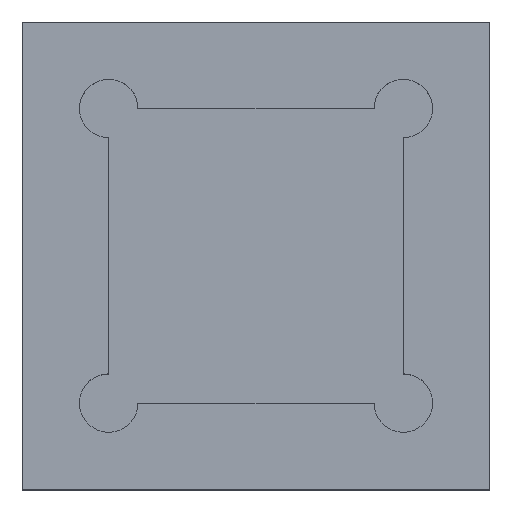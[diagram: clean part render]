
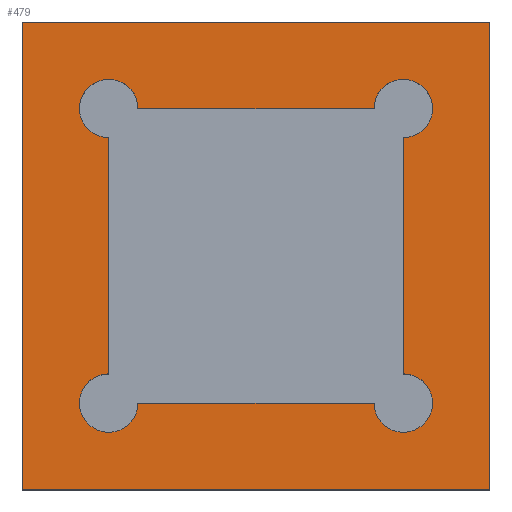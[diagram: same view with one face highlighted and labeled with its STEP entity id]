
A CAD part, top view. The second image highlights one B-rep face of the part: STEP entity #479.
In plain terms, the highlighted planar face has unit normal (0, 0, 1).
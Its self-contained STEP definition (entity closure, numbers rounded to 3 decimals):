
#29=PLANE('',#534);
#48=LINE('',#742,#92);
#51=LINE('',#749,#95);
#58=LINE('',#763,#102);
#62=LINE('',#772,#106);
#64=LINE('',#778,#108);
#67=LINE('',#797,#111);
#70=LINE('',#803,#114);
#73=LINE('',#808,#117);
#92=VECTOR('',#605,10.);
#95=VECTOR('',#610,10.);
#102=VECTOR('',#619,10.);
#106=VECTOR('',#625,10.);
#108=VECTOR('',#629,10.);
#111=VECTOR('',#660,10.);
#114=VECTOR('',#665,10.);
#117=VECTOR('',#670,10.);
#124=FACE_BOUND('',#194,.T.);
#161=FACE_OUTER_BOUND('',#193,.T.);
#193=EDGE_LOOP('',(#429,#430,#431,#432));
#194=EDGE_LOOP('',(#433,#434,#435,#436,#437,#438,#439,#440));
#213=CIRCLE('',#524,2.5);
#214=CIRCLE('',#526,2.5);
#215=CIRCLE('',#528,2.5);
#216=CIRCLE('',#530,2.5);
#237=VERTEX_POINT('',#738);
#239=VERTEX_POINT('',#741);
#241=VERTEX_POINT('',#747);
#242=VERTEX_POINT('',#748);
#246=VERTEX_POINT('',#757);
#248=VERTEX_POINT('',#761);
#250=VERTEX_POINT('',#766);
#252=VERTEX_POINT('',#770);
#253=VERTEX_POINT('',#774);
#255=VERTEX_POINT('',#777);
#257=VERTEX_POINT('',#796);
#259=VERTEX_POINT('',#802);
#290=EDGE_CURVE('',#239,#237,#48,.T.);
#293=EDGE_CURVE('',#241,#242,#51,.T.);
#300=EDGE_CURVE('',#246,#248,#58,.T.);
#304=EDGE_CURVE('',#250,#252,#62,.T.);
#306=EDGE_CURVE('',#255,#253,#64,.T.);
#313=EDGE_CURVE('',#237,#255,#213,.T.);
#314=EDGE_CURVE('',#248,#250,#214,.T.);
#315=EDGE_CURVE('',#253,#246,#215,.T.);
#316=EDGE_CURVE('',#252,#239,#216,.T.);
#317=EDGE_CURVE('',#242,#257,#67,.T.);
#320=EDGE_CURVE('',#257,#259,#70,.T.);
#323=EDGE_CURVE('',#259,#241,#73,.T.);
#429=ORIENTED_EDGE('',*,*,#293,.F.);
#430=ORIENTED_EDGE('',*,*,#323,.F.);
#431=ORIENTED_EDGE('',*,*,#320,.F.);
#432=ORIENTED_EDGE('',*,*,#317,.F.);
#433=ORIENTED_EDGE('',*,*,#306,.T.);
#434=ORIENTED_EDGE('',*,*,#315,.T.);
#435=ORIENTED_EDGE('',*,*,#300,.T.);
#436=ORIENTED_EDGE('',*,*,#314,.T.);
#437=ORIENTED_EDGE('',*,*,#304,.T.);
#438=ORIENTED_EDGE('',*,*,#316,.T.);
#439=ORIENTED_EDGE('',*,*,#290,.T.);
#440=ORIENTED_EDGE('',*,*,#313,.T.);
#479=ADVANCED_FACE('',(#161,#124),#29,.T.);
#524=AXIS2_PLACEMENT_3D('',#788,#644,#645);
#526=AXIS2_PLACEMENT_3D('',#790,#648,#649);
#528=AXIS2_PLACEMENT_3D('',#792,#652,#653);
#530=AXIS2_PLACEMENT_3D('',#794,#656,#657);
#534=AXIS2_PLACEMENT_3D('',#810,#672,#673);
#605=DIRECTION('',(0.,-1.,0.));
#610=DIRECTION('',(0.,-1.,0.));
#619=DIRECTION('',(0.,1.,0.));
#625=DIRECTION('',(1.,0.,0.));
#629=DIRECTION('',(-1.,0.,0.));
#644=DIRECTION('center_axis',(0.,0.,-1.));
#645=DIRECTION('ref_axis',(1.,0.,0.));
#648=DIRECTION('center_axis',(0.,0.,-1.));
#649=DIRECTION('ref_axis',(1.,0.,0.));
#652=DIRECTION('center_axis',(0.,0.,-1.));
#653=DIRECTION('ref_axis',(1.,0.,0.));
#656=DIRECTION('center_axis',(0.,0.,-1.));
#657=DIRECTION('ref_axis',(1.,0.,0.));
#660=DIRECTION('',(-1.,0.,0.));
#665=DIRECTION('',(0.,1.,0.));
#670=DIRECTION('',(1.,0.,0.));
#672=DIRECTION('center_axis',(0.,0.,1.));
#673=DIRECTION('ref_axis',(1.,0.,0.));
#738=CARTESIAN_POINT('',(12.6,-10.1,20.));
#741=CARTESIAN_POINT('',(12.6,10.1,20.));
#742=CARTESIAN_POINT('',(12.6,-6.3,20.));
#747=CARTESIAN_POINT('',(20.,20.,20.));
#748=CARTESIAN_POINT('',(20.,-20.,20.));
#749=CARTESIAN_POINT('',(20.,20.,20.));
#757=CARTESIAN_POINT('',(-12.6,-10.1,20.));
#761=CARTESIAN_POINT('',(-12.6,10.1,20.));
#763=CARTESIAN_POINT('',(-12.6,6.3,20.));
#766=CARTESIAN_POINT('',(-10.1,12.6,20.));
#770=CARTESIAN_POINT('',(10.1,12.6,20.));
#772=CARTESIAN_POINT('',(6.3,12.6,20.));
#774=CARTESIAN_POINT('',(-10.1,-12.6,20.));
#777=CARTESIAN_POINT('',(10.1,-12.6,20.));
#778=CARTESIAN_POINT('',(-6.3,-12.6,20.));
#788=CARTESIAN_POINT('Origin',(12.6,-12.6,20.));
#790=CARTESIAN_POINT('Origin',(-12.6,12.6,20.));
#792=CARTESIAN_POINT('Origin',(-12.6,-12.6,20.));
#794=CARTESIAN_POINT('Origin',(12.6,12.6,20.));
#796=CARTESIAN_POINT('',(-20.,-20.,20.));
#797=CARTESIAN_POINT('',(20.,-20.,20.));
#802=CARTESIAN_POINT('',(-20.,20.,20.));
#803=CARTESIAN_POINT('',(-20.,-20.,20.));
#808=CARTESIAN_POINT('',(-20.,20.,20.));
#810=CARTESIAN_POINT('Origin',(0.,0.,
20.));
